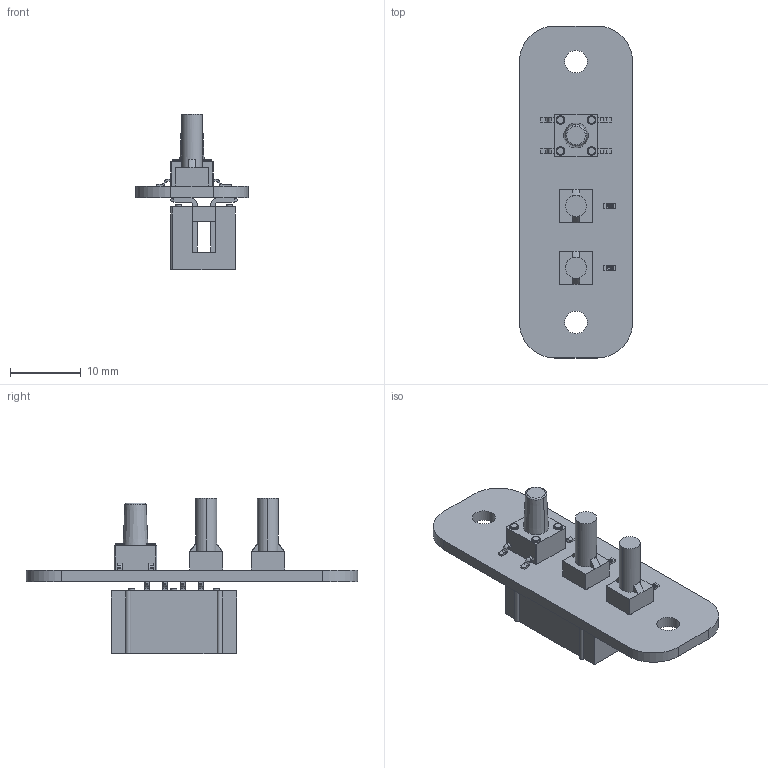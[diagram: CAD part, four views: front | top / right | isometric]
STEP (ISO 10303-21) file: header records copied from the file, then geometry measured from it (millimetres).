
FILE_DESCRIPTION(('Open CASCADE Model'),'2;1');
FILE_NAME('Open CASCADE Shape Model','2022-05-17T09:06:47',('Author'),( 'Open CASCADE'),'Open CASCADE STEP processor 6.8','Open CASCADE 6.8' ,'Unknown');
FILE_SCHEMA(('AUTOMOTIVE_DESIGN { 1 0 10303 214 1 1 1 1 }'));
Length unit declared in the file: millimetre
Products named in the file (19): PCB; Board; Open CASCADE STEP translator 6.8 2.1.1; SW1; 1301.9319_3; LP2; BIVAR_VLP-400-F; LP1; LED2; User_Library-led_0805; LED1; User_Library-led_0805G; J1; 61200820621; 6120xx20621_PIN; R2; RESC1608X_0603; R1
Assembly tree (27 placements, depth 4):
  PCB
    Board
      Open CASCADE STEP translator 6.8 2.1.1
    SW1
      1301.9319_3
    LP2
      BIVAR_VLP-400-F
    LP1
      BIVAR_VLP-400-F
    LED2
      User_Library-led_0805
    LED1
      User_Library-led_0805G
    J1
      61200820621
        6120xx20621_PIN  x8
        61200820621
    R2
      RESC1608X_0603
    R1
      RESC1608X_0603
Bounding box: 16 x 47 x 22 mm (x, y, z)
Volume: 2128.6 mm3; surface area: 3605.7 mm2
Topology: 23 solids, 23 shells, 763 faces, 1892 edges, 1180 vertices
Faces by surface type: plane 536, cylinder 139, bspline 48, sphere 24, torus 10, cone 6
Full cylindrical faces by diameter (mm): 0.65 x4, 0.85 x6, 3.2 x2
Entity records: 18149 total; most frequent: CARTESIAN_POINT 3654, ORIENTED_EDGE 2430, DIRECTION 2383, EDGE_CURVE 1215, LINE 913, VECTOR 913, VERTEX_POINT 774, AXIS2_PLACEMENT_3D 735
